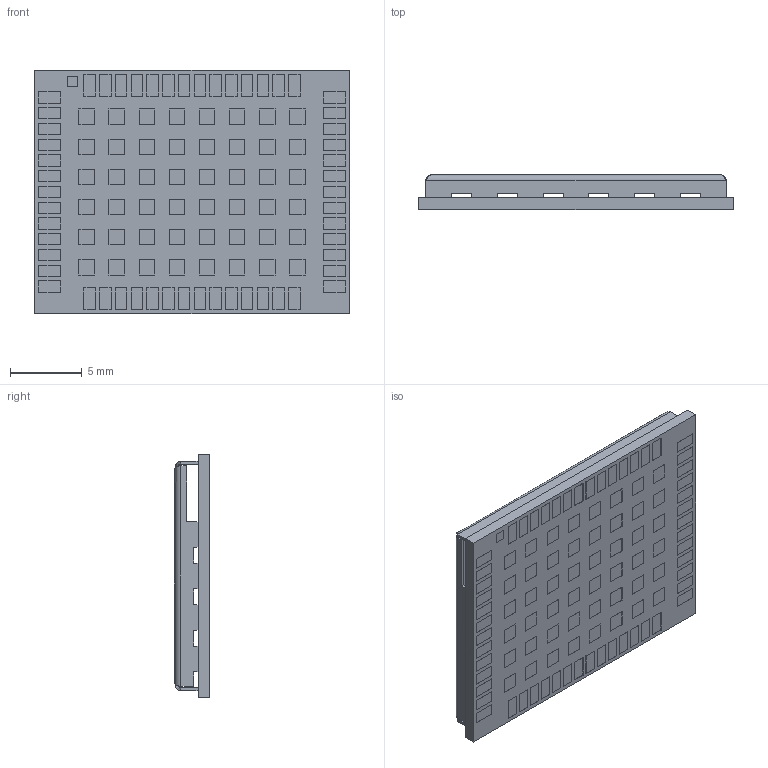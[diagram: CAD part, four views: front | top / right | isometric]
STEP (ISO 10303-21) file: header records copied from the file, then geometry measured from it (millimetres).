
FILE_DESCRIPTION (( 'STEP AP214' ), '1' );
FILE_NAME ('ZED_Form_Factor_with_Pin1Mark.STEP', '2020-07-21T14:58:25', ( '' ), ( '' ), 'SwSTEP 2.0', 'SolidWorks 2017', '' );
FILE_SCHEMA (( 'AUTOMOTIVE_DESIGN' ));
Length unit declared in the file: millimetre
Products named in the file (9): PIN_SED_Shield; ZED_Form_Factor_with_Pin1Mark; PIN_SED_JTAG; PIN_SED_GND; u-blox_zed_label; Shield_ZED; Pin1Mark; PCB_ZED; PIN_SED_SIGNAL
Assembly tree (133 placements, depth 2):
  ZED_Form_Factor_with_Pin1Mark
    PCB_ZED
    PIN_SED_SIGNAL  x54
    PIN_SED_GND  x48
    PIN_SED_Shield  x21
    PIN_SED_JTAG  x6
    Shield_ZED
    u-blox_zed_label
    Pin1Mark
Bounding box: 22 x 2.48 x 17 mm (x, y, z)
Volume: 400.3 mm3; surface area: 2568.4 mm2
Topology: 141 solids, 141 shells, 1740 faces, 4342 edges, 2884 vertices
Faces by surface type: plane 1716, cylinder 12, bspline 12
Entity records: 41762 total; most frequent: CARTESIAN_POINT 6728, ORIENTED_EDGE 5204, DIRECTION 4654, EDGE_CURVE 2602, LINE 2570, VECTOR 2570, VERTEX_POINT 1724, AXIS2_PLACEMENT_3D 1042
